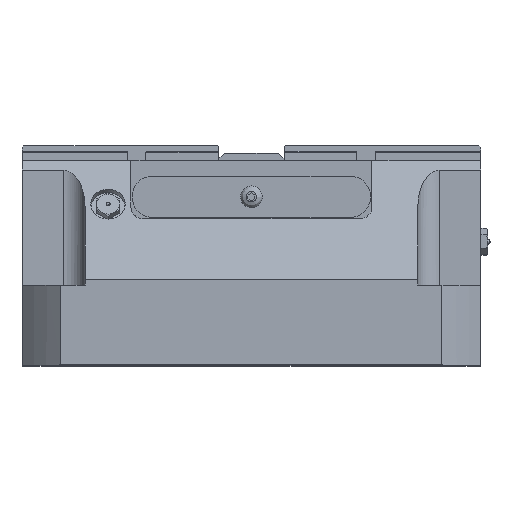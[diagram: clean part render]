
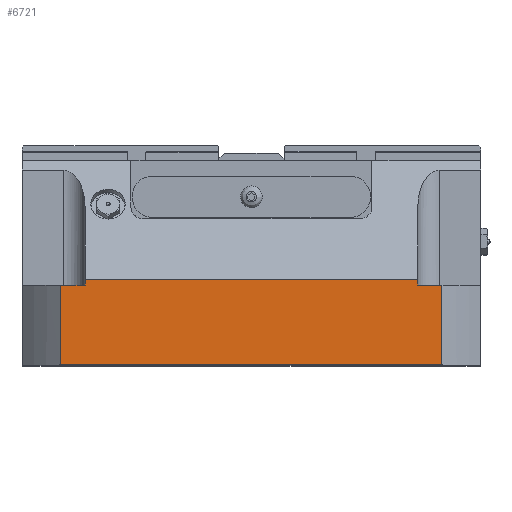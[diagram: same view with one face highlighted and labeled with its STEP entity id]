
A CAD part, top view. The second image highlights one B-rep face of the part: STEP entity #6721.
In plain terms, the highlighted planar face has unit normal (0, 0, 1).
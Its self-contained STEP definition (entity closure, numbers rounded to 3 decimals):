
#377=PLANE('',#7588);
#786=FACE_OUTER_BOUND('',#1203,.T.);
#1203=EDGE_LOOP('',(#5914,#5915,#5916,#5917,#5918,#5919,#5920,#5921));
#1653=LINE('',#10665,#2232);
#1804=LINE('',#11569,#2383);
#1806=LINE('',#11582,#2385);
#1807=LINE('',#11586,#2386);
#1808=LINE('',#11587,#2387);
#1809=LINE('',#11588,#2388);
#1810=LINE('',#11590,#2389);
#1811=LINE('',#11591,#2390);
#2232=VECTOR('',#8627,145.);
#2383=VECTOR('',#9298,34.5);
#2385=VECTOR('',#9314,34.5);
#2386=VECTOR('',#9319,2.538);
#2387=VECTOR('',#9320,10.566);
#2388=VECTOR('',#9321,166.132);
#2389=VECTOR('',#9322,10.566);
#2390=VECTOR('',#9323,2.538);
#3126=VERTEX_POINT('',#10662);
#3127=VERTEX_POINT('',#10664);
#3403=VERTEX_POINT('',#11567);
#3404=VERTEX_POINT('',#11568);
#3407=VERTEX_POINT('',#11579);
#3408=VERTEX_POINT('',#11581);
#3409=VERTEX_POINT('',#11585);
#3410=VERTEX_POINT('',#11589);
#3931=EDGE_CURVE('',#3127,#3126,#1653,.T.);
#4297=EDGE_CURVE('',#3403,#3404,#1804,.T.);
#4304=EDGE_CURVE('',#3407,#3408,#1806,.T.);
#4306=EDGE_CURVE('',#3409,#3126,#1807,.T.);
#4307=EDGE_CURVE('',#3404,#3409,#1808,.T.);
#4308=EDGE_CURVE('',#3408,#3403,#1809,.T.);
#4309=EDGE_CURVE('',#3410,#3407,#1810,.T.);
#4310=EDGE_CURVE('',#3410,#3127,#1811,.T.);
#5914=ORIENTED_EDGE('',*,*,#3931,.T.);
#5915=ORIENTED_EDGE('',*,*,#4306,.F.);
#5916=ORIENTED_EDGE('',*,*,#4307,.F.);
#5917=ORIENTED_EDGE('',*,*,#4297,.F.);
#5918=ORIENTED_EDGE('',*,*,#4308,.F.);
#5919=ORIENTED_EDGE('',*,*,#4304,.F.);
#5920=ORIENTED_EDGE('',*,*,#4309,.F.);
#5921=ORIENTED_EDGE('',*,*,#4310,.T.);
#6721=ADVANCED_FACE('',(#786),#377,.F.);
#7588=AXIS2_PLACEMENT_3D('',#11584,#9317,#9318);
#8627=DIRECTION('',(-1.,0.,0.));
#9298=DIRECTION('',(0.,1.,0.));
#9314=DIRECTION('',(0.,-1.,0.));
#9317=DIRECTION('center_axis',(0.,0.,-1.));
#9318=DIRECTION('ref_axis',(-1.,0.,0.));
#9319=DIRECTION('',(0.,1.,0.));
#9320=DIRECTION('',(1.,0.,0.));
#9321=DIRECTION('',(-1.,0.,0.));
#9322=DIRECTION('',(1.,0.,0.));
#9323=DIRECTION('',(0.,1.,0.));
#10662=CARTESIAN_POINT('',(-72.5,37.538,100.));
#10664=CARTESIAN_POINT('',(72.5,37.538,100.));
#10665=CARTESIAN_POINT('',(72.5,37.538,100.));
#11567=CARTESIAN_POINT('',(-83.066,0.5,100.));
#11568=CARTESIAN_POINT('',(-83.066,35.,100.));
#11569=CARTESIAN_POINT('',(-83.066,0.5,100.));
#11579=CARTESIAN_POINT('',(83.066,35.,100.));
#11581=CARTESIAN_POINT('',(83.066,0.5,100.));
#11582=CARTESIAN_POINT('',(83.066,35.,100.));
#11584=CARTESIAN_POINT('Origin',(100.,37.538,100.));
#11585=CARTESIAN_POINT('',(-72.5,35.,100.));
#11586=CARTESIAN_POINT('',(-72.5,35.,100.));
#11587=CARTESIAN_POINT('',(-83.066,35.,100.));
#11588=CARTESIAN_POINT('',(83.066,0.5,100.));
#11589=CARTESIAN_POINT('',(72.5,35.,100.));
#11590=CARTESIAN_POINT('',(72.5,35.,100.));
#11591=CARTESIAN_POINT('',(72.5,35.,100.));
